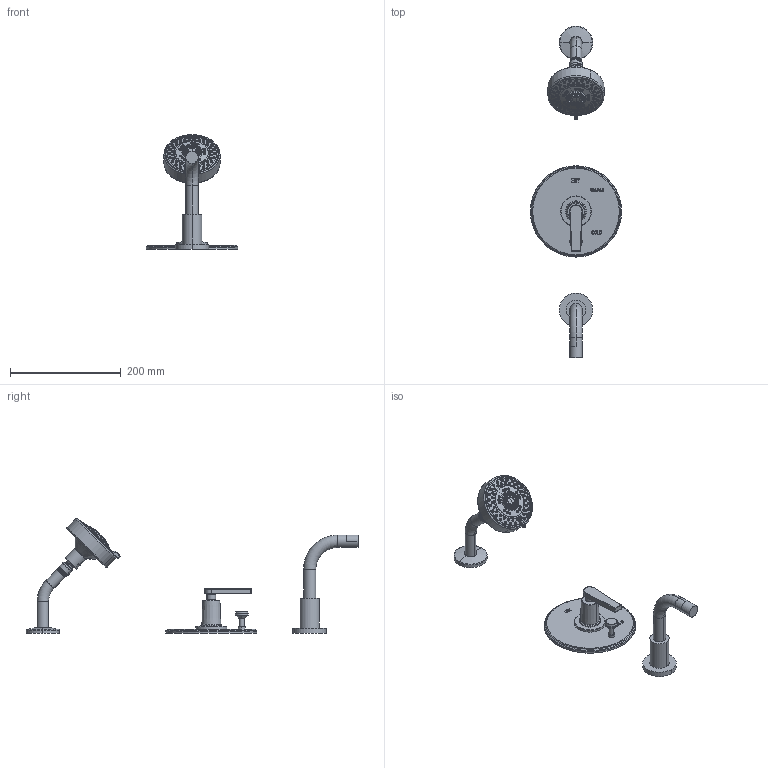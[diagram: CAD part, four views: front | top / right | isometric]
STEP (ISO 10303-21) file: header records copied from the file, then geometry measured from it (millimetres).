
FILE_DESCRIPTION((''),'2;1');
FILE_NAME('3-2972BP','2021-06-01T12:13:39',('jinson.thomas'),(''),'CREO PARAMETRIC BY PTC INC, 2018400','CREO PARAMETRIC BY PTC INC, 2018400','');
FILE_SCHEMA(('CONFIG_CONTROL_DESIGN'));
Length unit declared in the file: inch
Products named in the file (1): 3-2972BP
Bounding box: 165.1 x 600.2 x 207.64 mm (x, y, z)
Volume: 722055.3 mm3; surface area: 131787.7 mm2
Topology: 3 solids, 4 shells, 1398 faces, 3121 edges, 1905 vertices
Faces by surface type: plane 410, torus 349, cone 304, cylinder 229, bspline 96, sphere 10
Entity records: 58788 total; most frequent: CARTESIAN_POINT 28281, DIRECTION 6317, ORIENTED_EDGE 6238, EDGE_CURVE 3119, AXIS2_PLACEMENT_3D 2482, VERTEX_POINT 1905, EDGE_LOOP 1592, FACE_OUTER_BOUND 1398
